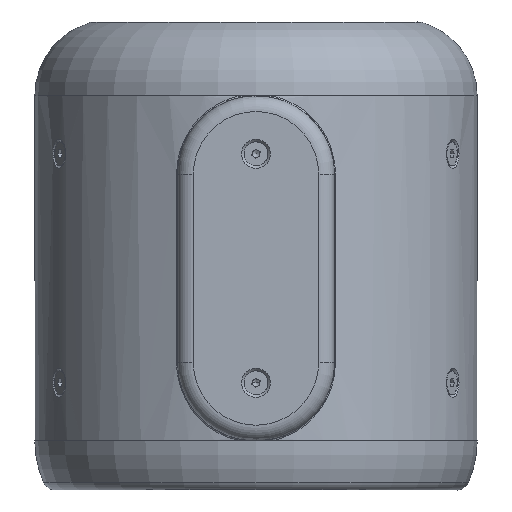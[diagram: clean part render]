
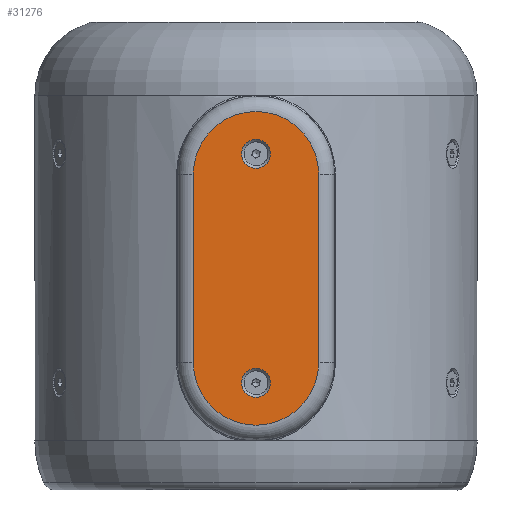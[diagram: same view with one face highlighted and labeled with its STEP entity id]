
A CAD part, front view. The second image highlights one B-rep face of the part: STEP entity #31276.
In plain terms, the highlighted planar face has unit normal (0, -1, 0).
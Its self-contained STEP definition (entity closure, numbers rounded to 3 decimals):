
#374 = VERTEX_POINT ( 'NONE', #16321 ) ;
#939 = EDGE_CURVE ( 'NONE', #22659, #22659, #29563, .T. ) ;
#1756 = DIRECTION ( 'NONE',  ( -1., 0., 0. ) ) ;
#1979 = CARTESIAN_POINT ( 'NONE',  ( 67.039, 17.685, 164.456 ) ) ;
#2333 = DIRECTION ( 'NONE',  ( 0., -1., 0. ) ) ;
#2586 = ORIENTED_EDGE ( 'NONE', *, *, #22059, .T. ) ;
#2845 = ORIENTED_EDGE ( 'NONE', *, *, #26584, .T. ) ;
#4002 = DIRECTION ( 'NONE',  ( 0., -1., 0. ) ) ;
#4584 = CARTESIAN_POINT ( 'NONE',  ( 107.039, 17.685, 134.456 ) ) ;
#5086 = CARTESIAN_POINT ( 'NONE',  ( 87.039, 17.685, 164.456 ) ) ;
#5392 = DIRECTION ( 'NONE',  ( 0., 0., 1. ) ) ;
#6116 = FACE_BOUND ( 'NONE', #7061, .T. ) ;
#6616 = AXIS2_PLACEMENT_3D ( 'NONE', #15677, #20622, #18385 ) ;
#6632 = FACE_OUTER_BOUND ( 'NONE', #21815, .T. ) ;
#7061 = EDGE_LOOP ( 'NONE', ( #26497 ) ) ;
#7170 = CIRCLE ( 'NONE', #6616, 4.59 ) ;
#9073 = DIRECTION ( 'NONE',  ( 0., 0., -1. ) ) ;
#11438 = CIRCLE ( 'NONE', #29506, 20. ) ;
#12143 = VERTEX_POINT ( 'NONE', #1979 ) ;
#12232 = ORIENTED_EDGE ( 'NONE', *, *, #939, .F. ) ;
#13846 = CARTESIAN_POINT ( 'NONE',  ( 107.039, 17.685, 164.456 ) ) ;
#13875 = VERTEX_POINT ( 'NONE', #25025 ) ;
#15677 = CARTESIAN_POINT ( 'NONE',  ( 87.039, 17.685, 97.956 ) ) ;
#16076 = VERTEX_POINT ( 'NONE', #13846 ) ;
#16321 = CARTESIAN_POINT ( 'NONE',  ( 87.039, 17.685, 102.546 ) ) ;
#16536 = PLANE ( 'NONE',  #27891 ) ;
#17718 = VERTEX_POINT ( 'NONE', #26801 ) ;
#18385 = DIRECTION ( 'NONE',  ( 0., 0., 1. ) ) ;
#19321 = DIRECTION ( 'NONE',  ( 0., 0., 1. ) ) ;
#19415 = FACE_BOUND ( 'NONE', #32272, .T. ) ;
#19602 = CARTESIAN_POINT ( 'NONE',  ( 87.039, 17.685, 134.456 ) ) ;
#20016 = VECTOR ( 'NONE', #19321, 1000. ) ;
#20253 = AXIS2_PLACEMENT_3D ( 'NONE', #33482, #28682, #5392 ) ;
#20580 = AXIS2_PLACEMENT_3D ( 'NONE', #32768, #4002, #1756 ) ;
#20622 = DIRECTION ( 'NONE',  ( 0., -1., 0. ) ) ;
#20723 = VECTOR ( 'NONE', #9073, 1000. ) ;
#20746 = EDGE_CURVE ( 'NONE', #17718, #16076, #22701, .T. ) ;
#21815 = EDGE_LOOP ( 'NONE', ( #28420, #2845, #27594, #2586 ) ) ;
#22059 = EDGE_CURVE ( 'NONE', #13875, #17718, #23331, .T. ) ;
#22330 = DIRECTION ( 'NONE',  ( -1., 0., 0. ) ) ;
#22659 = VERTEX_POINT ( 'NONE', #27484 ) ;
#22701 = LINE ( 'NONE', #4584, #20016 ) ;
#23331 = CIRCLE ( 'NONE', #20580, 20. ) ;
#24999 = CARTESIAN_POINT ( 'NONE',  ( 67.039, 17.685, 134.456 ) ) ;
#25025 = CARTESIAN_POINT ( 'NONE',  ( 67.039, 17.685, 104.456 ) ) ;
#26497 = ORIENTED_EDGE ( 'NONE', *, *, #27520, .F. ) ;
#26584 = EDGE_CURVE ( 'NONE', #16076, #12143, #11438, .T. ) ;
#26801 = CARTESIAN_POINT ( 'NONE',  ( 107.039, 17.685, 104.456 ) ) ;
#27149 = DIRECTION ( 'NONE',  ( 0., -1., 0. ) ) ;
#27484 = CARTESIAN_POINT ( 'NONE',  ( 87.039, 17.685, 175.546 ) ) ;
#27520 = EDGE_CURVE ( 'NONE', #374, #374, #7170, .T. ) ;
#27594 = ORIENTED_EDGE ( 'NONE', *, *, #31179, .T. ) ;
#27891 = AXIS2_PLACEMENT_3D ( 'NONE', #19602, #27149, #22330 ) ;
#28420 = ORIENTED_EDGE ( 'NONE', *, *, #20746, .T. ) ;
#28682 = DIRECTION ( 'NONE',  ( 0., -1., 0. ) ) ;
#29506 = AXIS2_PLACEMENT_3D ( 'NONE', #5086, #2333, #33847 ) ;
#29563 = CIRCLE ( 'NONE', #20253, 4.59 ) ;
#31179 = EDGE_CURVE ( 'NONE', #12143, #13875, #32544, .T. ) ;
#31276 = ADVANCED_FACE ( 'NONE', ( #19415, #6116, #6632 ), #16536, .T. ) ;
#32272 = EDGE_LOOP ( 'NONE', ( #12232 ) ) ;
#32544 = LINE ( 'NONE', #24999, #20723 ) ;
#32768 = CARTESIAN_POINT ( 'NONE',  ( 87.039, 17.685, 104.456 ) ) ;
#33482 = CARTESIAN_POINT ( 'NONE',  ( 87.039, 17.685, 170.956 ) ) ;
#33847 = DIRECTION ( 'NONE',  ( -1., 0., 0. ) ) ;
